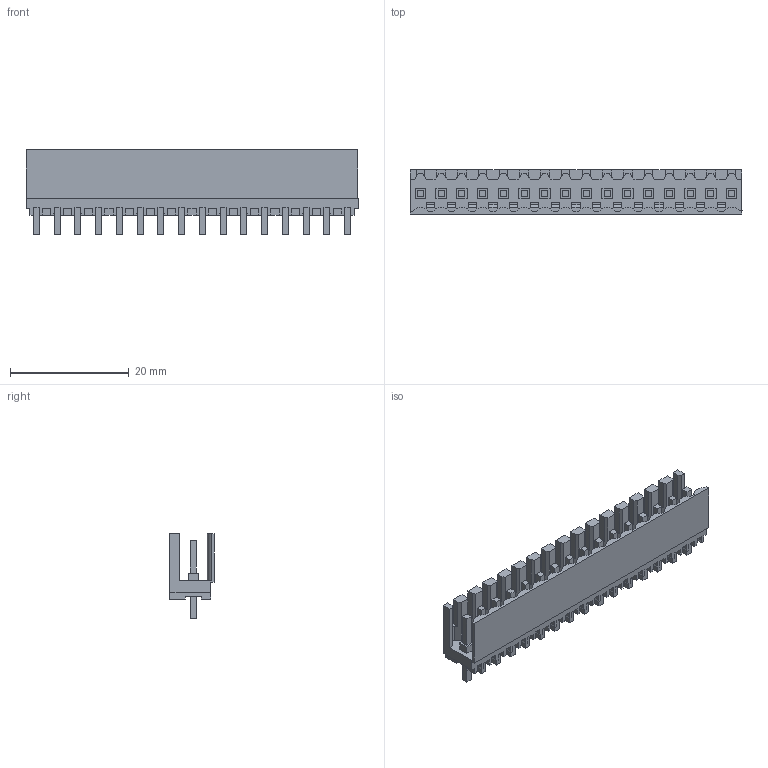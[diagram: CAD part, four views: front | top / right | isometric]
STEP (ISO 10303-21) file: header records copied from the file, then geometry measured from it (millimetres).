
FILE_DESCRIPTION(('CATIA V5 STEP Exchange','CAx-IF Rec.Pracs.--- Model Styling and Organization---1.2---2011-12-15'),'2;1');
FILE_NAME ('D1453209_0_1604910000_1604910000.stp','2018-03-12T08:54:31+00:00',('none'),('Weidmueller'),'CATIA Version 5-6 Release 2014','CATIA V5 STEP AP214','none');
FILE_SCHEMA(('AUTOMOTIVE_DESIGN { 1 0 10303 214 1 1 1 1 }'));
Length unit declared in the file: millimetre
Products named in the file (1): 1604910000
Bounding box: 56 x 7.45 x 14.25 mm (x, y, z)
Volume: 1777.9 mm3; surface area: 4998.8 mm2
Topology: 17 solids, 17 shells, 950 faces, 2802 edges, 1917 vertices
Faces by surface type: plane 934, cylinder 16
Entity records: 29863 total; most frequent: ORIENTED_EDGE 5604, CARTESIAN_POINT 5220, DIRECTION 3802, EDGE_CURVE 2802, VECTOR 2770, LINE 2770, VERTEX_POINT 1917, EDGE_LOOP 1013
